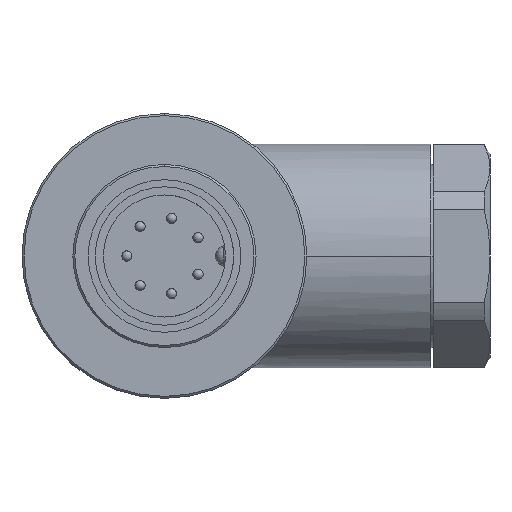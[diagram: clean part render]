
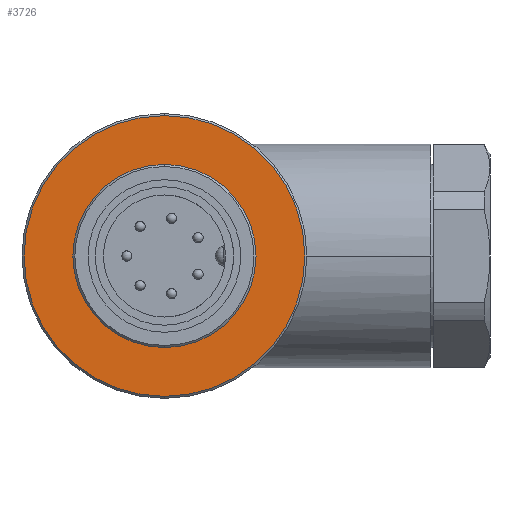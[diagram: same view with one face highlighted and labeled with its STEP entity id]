
A CAD part, front view. The second image highlights one B-rep face of the part: STEP entity #3726.
In plain terms, the highlighted planar face has unit normal (0, -1, 0).
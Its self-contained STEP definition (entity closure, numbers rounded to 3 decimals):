
#322=CARTESIAN_POINT('',(0.0,7.,6.9));
#323=VERTEX_POINT('',#322);
#330=CARTESIAN_POINT('',(0.,7.,-6.9));
#331=VERTEX_POINT('',#330);
#332=CARTESIAN_POINT('',(0.0,7.,0.));
#333=DIRECTION('',(0.0,1.0,0.0));
#334=DIRECTION('',(0.0,0.0,1.0));
#335=AXIS2_PLACEMENT_3D('',#332,#333,#334);
#336=CIRCLE('',#335,6.9);
#337=EDGE_CURVE('',#323,#331,#336,.T.);
#356=CARTESIAN_POINT('',(0.0,7.,4.));
#357=VERTEX_POINT('',#356);
#373=CARTESIAN_POINT('',(0.,7.0,-4.));
#374=VERTEX_POINT('',#373);
#381=CARTESIAN_POINT('',(0.0,7.,0.));
#382=DIRECTION('',(0.0,1.0,0.0));
#383=DIRECTION('',(0.0,0.0,1.0));
#384=AXIS2_PLACEMENT_3D('',#381,#382,#383);
#385=CIRCLE('',#384,4.);
#386=EDGE_CURVE('',#357,#374,#385,.T.);
#3695=CARTESIAN_POINT('',(0.0,7.,0.));
#3696=DIRECTION('',(0.0,1.0,0.0));
#3697=DIRECTION('',(0.0,0.0,1.0));
#3698=AXIS2_PLACEMENT_3D('',#3695,#3696,#3697);
#3699=CIRCLE('',#3698,4.);
#3700=EDGE_CURVE('',#374,#357,#3699,.T.);
#3707=CARTESIAN_POINT('',(0.0,7.,5.45));
#3708=DIRECTION('',(0.0,-1.0,0.0));
#3709=DIRECTION('',(0.0,0.0,-1.0));
#3710=AXIS2_PLACEMENT_3D('',#3707,#3708,#3709);
#3711=PLANE('',#3710);
#3712=ORIENTED_EDGE('',*,*,#337,.F.);
#3713=CARTESIAN_POINT('',(0.0,7.,0.));
#3714=DIRECTION('',(0.0,1.0,0.0));
#3715=DIRECTION('',(0.0,0.0,1.0));
#3716=AXIS2_PLACEMENT_3D('',#3713,#3714,#3715);
#3717=CIRCLE('',#3716,6.9);
#3718=EDGE_CURVE('',#331,#323,#3717,.T.);
#3719=ORIENTED_EDGE('',*,*,#3718,.F.);
#3720=EDGE_LOOP('',(#3712,#3719));
#3721=FACE_OUTER_BOUND('',#3720,.T.);
#3722=ORIENTED_EDGE('',*,*,#386,.T.);
#3723=ORIENTED_EDGE('',*,*,#3700,.T.);
#3724=EDGE_LOOP('',(#3722,#3723));
#3725=FACE_BOUND('',#3724,.T.);
#3726=ADVANCED_FACE('',(#3721,#3725),#3711,.T.);
